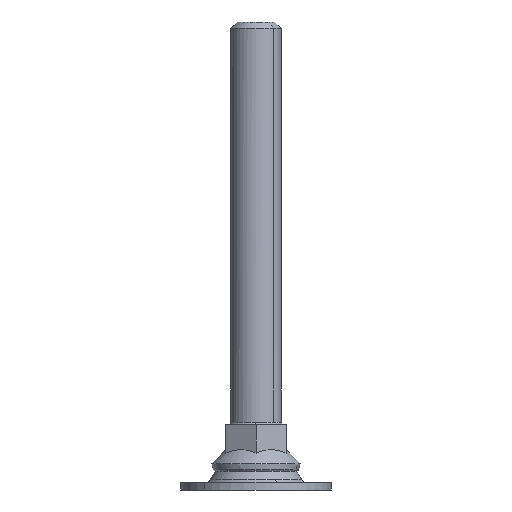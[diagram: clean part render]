
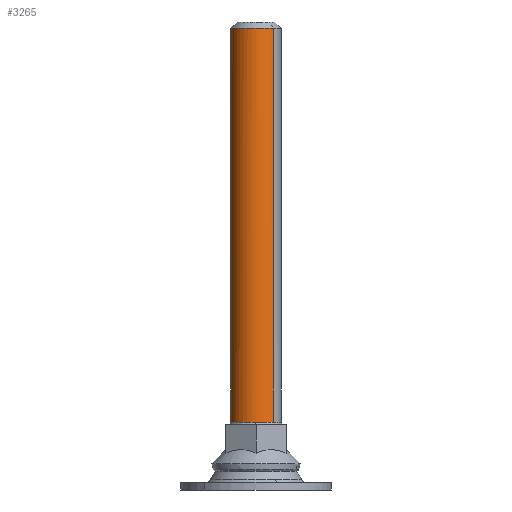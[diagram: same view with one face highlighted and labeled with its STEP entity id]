
A CAD part, left-side view. The second image highlights one B-rep face of the part: STEP entity #3265.
In plain terms, the highlighted free-form (B-spline) face has degree [2, 1] with [5, 2] control points.
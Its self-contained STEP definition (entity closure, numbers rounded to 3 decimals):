
#3051=CARTESIAN_POINT('',(-7.22,-6.919,183.5));
#3052=VERTEX_POINT('',#3051);
#3066=CARTESIAN_POINT('',(7.133,7.009,183.5));
#3067=VERTEX_POINT('',#3066);
#3073=CARTESIAN_POINT('',(0.,10.,183.5));
#3074=VERTEX_POINT('',#3073);
#3075=CARTESIAN_POINT('',(0.,10.,183.5));
#3076=CARTESIAN_POINT('',(1.075,10.001,183.5));
#3077=CARTESIAN_POINT('',(2.936,9.697,183.5));
#3078=CARTESIAN_POINT('',(5.347,8.56,183.5));
#3079=CARTESIAN_POINT('',(6.582,7.57,183.5));
#3080=CARTESIAN_POINT('',(7.133,7.009,183.5));
#3081=B_SPLINE_CURVE_WITH_KNOTS('',3,(#3075,#3076,#3077,#3078,#3079,#3080),.UNSPECIFIED.,.F.,.U.,(4,1,1,4),(0.,3.226,5.584,7.941),.UNSPECIFIED.);
#3082=EDGE_CURVE('',#3074,#3067,#3081,.T.);
#3084=CARTESIAN_POINT('',(-10.0,0.0,183.5));
#3085=VERTEX_POINT('',#3084);
#3086=CARTESIAN_POINT('',(-10.0,0.0,183.5));
#3087=CARTESIAN_POINT('',(-10.,0.941,183.5));
#3088=CARTESIAN_POINT('',(-9.802,2.331,183.5));
#3089=CARTESIAN_POINT('',(-9.086,4.296,183.5));
#3090=CARTESIAN_POINT('',(-8.307,5.651,183.5));
#3091=CARTESIAN_POINT('',(-7.215,6.982,183.5));
#3092=CARTESIAN_POINT('',(-5.93,8.132,183.5));
#3093=CARTESIAN_POINT('',(-4.407,9.032,183.5));
#3094=CARTESIAN_POINT('',(-2.413,9.787,183.5));
#3095=CARTESIAN_POINT('',(-0.982,10.,183.5));
#3096=CARTESIAN_POINT('',(0.,10.,183.5));
#3097=B_SPLINE_CURVE_WITH_KNOTS('',3,(#3086,#3087,#3088,#3089,#3090,#3091,#3092,#3093,#3094,#3095,#3096),.UNSPECIFIED.,.F.,.U.,(4,1,1,1,1,1,1,1,4),(0.,2.823,4.172,6.259,7.486,9.327,11.413,12.763,15.708),.UNSPECIFIED.);
#3098=EDGE_CURVE('',#3085,#3074,#3097,.T.);
#3100=CARTESIAN_POINT('',(-7.22,-6.919,183.5));
#3101=CARTESIAN_POINT('',(-7.633,-6.488,183.5));
#3102=CARTESIAN_POINT('',(-8.457,-5.458,183.5));
#3103=CARTESIAN_POINT('',(-9.358,-3.716,183.5));
#3104=CARTESIAN_POINT('',(-9.889,-1.831,183.5));
#3105=CARTESIAN_POINT('',(-10.,-0.597,183.5));
#3106=CARTESIAN_POINT('',(-10.0,0.0,183.5));
#3107=B_SPLINE_CURVE_WITH_KNOTS('',3,(#3100,#3101,#3102,#3103,#3104,#3105,#3106),.UNSPECIFIED.,.F.,.U.,(4,1,1,1,4),(0.,1.791,3.94,5.85,7.641),.UNSPECIFIED.);
#3108=EDGE_CURVE('',#3052,#3085,#3107,.T.);
#3158=CARTESIAN_POINT('',(7.22,6.919,183.5));
#3159=VERTEX_POINT('',#3158);
#3170=CARTESIAN_POINT('',(7.133,7.009,183.5));
#3171=CARTESIAN_POINT('',(7.22,6.919,183.5));
#3172=QUASI_UNIFORM_CURVE('',1,(#3170,#3171),.UNSPECIFIED.,.F.,.U.);
#3173=EDGE_CURVE('',#3067,#3159,#3172,.T.);
#3183=CARTESIAN_POINT('',(-7.22,-6.919,187.413));
#3184=CARTESIAN_POINT('',(-14.139,0.301,187.413));
#3185=CARTESIAN_POINT('',(-6.919,7.22,187.413));
#3186=CARTESIAN_POINT('',(0.301,14.139,187.413));
#3187=CARTESIAN_POINT('',(7.22,6.919,187.413));
#3188=CARTESIAN_POINT('',(-7.22,-6.919,22.99));
#3189=CARTESIAN_POINT('',(-14.139,0.301,22.99));
#3190=CARTESIAN_POINT('',(-6.919,7.22,22.99));
#3191=CARTESIAN_POINT('',(0.301,14.139,22.99));
#3192=CARTESIAN_POINT('',(7.22,6.919,22.99));
#3200=(BOUNDED_SURFACE()B_SPLINE_SURFACE(2,1,((#3183,#3188),(#3184,#3189),(#3185,#3190),(#3186,#3191),(#3187,#3192)),.UNSPECIFIED.,.F.,.F.,.U.)B_SPLINE_SURFACE_WITH_KNOTS((3,2,3),(2,2),(0.0,16.569,33.137),(0.0,164.423),.UNSPECIFIED.)GEOMETRIC_REPRESENTATION_ITEM()RATIONAL_B_SPLINE_SURFACE(((1.0,1.0),(0.707,0.707),(1.0,1.0),(0.707,0.707),(1.0,1.0)))REPRESENTATION_ITEM('')SURFACE());
#3201=CARTESIAN_POINT('',(-10.0,0.0,27.0));
#3202=VERTEX_POINT('',#3201);
#3203=CARTESIAN_POINT('',(-7.22,-6.919,27.));
#3204=VERTEX_POINT('',#3203);
#3205=CARTESIAN_POINT('',(-10.0,0.0,27.0));
#3206=CARTESIAN_POINT('',(-10.,-0.915,27.));
#3207=CARTESIAN_POINT('',(-9.763,-2.626,27.));
#3208=CARTESIAN_POINT('',(-8.779,-4.995,27.));
#3209=CARTESIAN_POINT('',(-7.798,-6.316,27.));
#3210=CARTESIAN_POINT('',(-7.22,-6.919,27.));
#3211=B_SPLINE_CURVE_WITH_KNOTS('',3,(#3205,#3206,#3207,#3208,#3209,#3210),.UNSPECIFIED.,.F.,.U.,(4,1,1,4),(0.,2.746,5.134,7.641),.UNSPECIFIED.);
#3212=EDGE_CURVE('',#3202,#3204,#3211,.T.);
#3213=ORIENTED_EDGE('',*,*,#3212,.T.);
#3214=CARTESIAN_POINT('',(-7.22,-6.919,183.5));
#3215=CARTESIAN_POINT('',(-7.22,-6.919,27.));
#3216=QUASI_UNIFORM_CURVE('',1,(#3214,#3215),.UNSPECIFIED.,.F.,.U.);
#3217=EDGE_CURVE('',#3052,#3204,#3216,.T.);
#3218=ORIENTED_EDGE('',*,*,#3217,.F.);
#3219=ORIENTED_EDGE('',*,*,#3108,.T.);
#3220=ORIENTED_EDGE('',*,*,#3098,.T.);
#3221=ORIENTED_EDGE('',*,*,#3082,.T.);
#3222=ORIENTED_EDGE('',*,*,#3173,.T.);
#3223=CARTESIAN_POINT('',(7.22,6.919,27.));
#3224=VERTEX_POINT('',#3223);
#3225=CARTESIAN_POINT('',(7.22,6.919,183.5));
#3226=CARTESIAN_POINT('',(7.22,6.919,27.));
#3227=QUASI_UNIFORM_CURVE('',1,(#3225,#3226),.UNSPECIFIED.,.F.,.U.);
#3228=EDGE_CURVE('',#3159,#3224,#3227,.T.);
#3229=ORIENTED_EDGE('',*,*,#3228,.T.);
#3230=CARTESIAN_POINT('',(0.063,10.,27.));
#3231=VERTEX_POINT('',#3230);
#3232=CARTESIAN_POINT('',(7.22,6.919,27.));
#3233=CARTESIAN_POINT('',(6.557,7.612,27.));
#3234=CARTESIAN_POINT('',(5.361,8.544,27.));
#3235=CARTESIAN_POINT('',(3.429,9.448,27.));
#3236=CARTESIAN_POINT('',(1.771,9.894,27.));
#3237=CARTESIAN_POINT('',(0.605,9.996,27.));
#3238=CARTESIAN_POINT('',(0.063,10.,27.));
#3239=B_SPLINE_CURVE_WITH_KNOTS('',3,(#3232,#3233,#3234,#3235,#3236,#3237,#3238),.UNSPECIFIED.,.F.,.U.,(4,1,1,1,4),(0.,2.877,4.502,6.378,8.004),.UNSPECIFIED.);
#3240=EDGE_CURVE('',#3224,#3231,#3239,.T.);
#3241=ORIENTED_EDGE('',*,*,#3240,.T.);
#3242=CARTESIAN_POINT('',(-9.999,0.126,27.));
#3243=VERTEX_POINT('',#3242);
#3244=CARTESIAN_POINT('',(0.063,10.,27.));
#3245=CARTESIAN_POINT('',(-0.793,10.005,27.));
#3246=CARTESIAN_POINT('',(-2.22,9.83,27.));
#3247=CARTESIAN_POINT('',(-3.957,9.223,27.));
#3248=CARTESIAN_POINT('',(-5.403,8.465,27.));
#3249=CARTESIAN_POINT('',(-6.781,7.437,27.));
#3250=CARTESIAN_POINT('',(-8.206,5.856,27.));
#3251=CARTESIAN_POINT('',(-9.235,4.032,27.));
#3252=CARTESIAN_POINT('',(-9.851,2.039,27.));
#3253=CARTESIAN_POINT('',(-9.991,0.777,27.));
#3254=CARTESIAN_POINT('',(-9.999,0.126,27.));
#3255=B_SPLINE_CURVE_WITH_KNOTS('',3,(#3244,#3245,#3246,#3247,#3248,#3249,#3250,#3251,#3252,#3253,#3254),.UNSPECIFIED.,.F.,.U.,(4,1,1,1,1,1,1,1,4),(0.,2.567,4.278,5.5,7.456,9.412,11.856,13.69,15.645),.UNSPECIFIED.);
#3256=EDGE_CURVE('',#3231,#3243,#3255,.T.);
#3257=ORIENTED_EDGE('',*,*,#3256,.T.);
#3258=CARTESIAN_POINT('',(-9.999,0.126,27.));
#3259=CARTESIAN_POINT('',(-10.0,0.0,27.0));
#3260=QUASI_UNIFORM_CURVE('',1,(#3258,#3259),.UNSPECIFIED.,.F.,.U.);
#3261=EDGE_CURVE('',#3243,#3202,#3260,.T.);
#3262=ORIENTED_EDGE('',*,*,#3261,.T.);
#3263=EDGE_LOOP('',(#3213,#3218,#3219,#3220,#3221,#3222,#3229,#3241,#3257,#3262));
#3264=FACE_OUTER_BOUND('',#3263,.T.);
#3265=ADVANCED_FACE('',(#3264),#3200,.T.);
